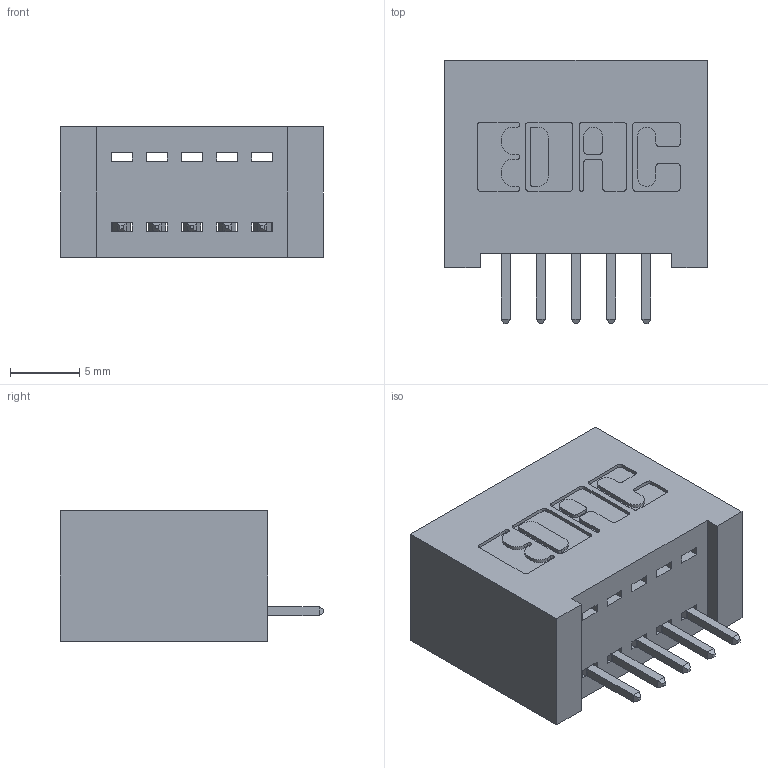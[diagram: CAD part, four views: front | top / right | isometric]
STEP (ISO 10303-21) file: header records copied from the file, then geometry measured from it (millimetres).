
FILE_DESCRIPTION (( 'STEP AP203' ), '1' );
FILE_NAME ('342-005-521-101.STEP', '2019-10-01T12:08:40', ( '' ), ( '' ), 'SwSTEP 2.0', 'SolidWorks 2016', '' );
FILE_SCHEMA (( 'CONFIG_CONTROL_DESIGN' ));
Length unit declared in the file: inch
Products named in the file (3): 342-005-521-101; 342 Part_Lugless; 345-292-001_345-293-121
Assembly tree (6 placements, depth 2):
  342-005-521-101
    342 Part_Lugless
    345-292-001_345-293-121  x5
Bounding box: 18.95 x 19.06 x 9.4 mm (x, y, z)
Volume: 1919.9 mm3; surface area: 2397.1 mm2
Topology: 6 solids, 6 shells, 392 faces, 1155 edges, 762 vertices
Faces by surface type: plane 272, cylinder 120
Entity records: 7451 total; most frequent: CARTESIAN_POINT 1297, ORIENTED_EDGE 1238, DIRECTION 1161, EDGE_CURVE 619, VECTOR 499, LINE 499, VERTEX_POINT 410, AXIS2_PLACEMENT_3D 331
